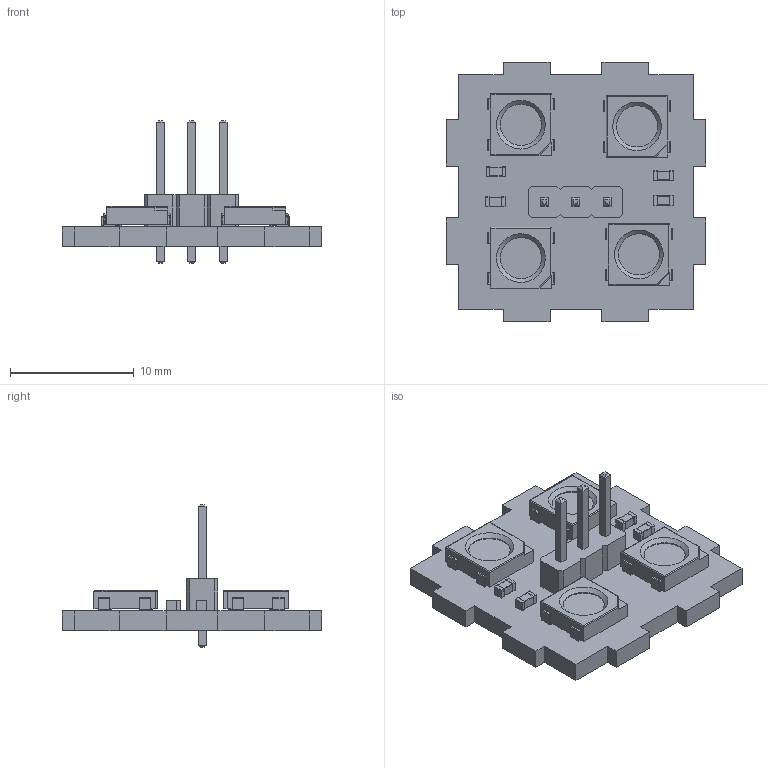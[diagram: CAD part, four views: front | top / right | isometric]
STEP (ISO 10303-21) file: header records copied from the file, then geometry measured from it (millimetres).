
FILE_DESCRIPTION(('KiCad electronic assembly'),'2;1');
FILE_NAME('W2S2812B.step','2021-06-05T21:10:31',('An Author'),( 'A Company'),'Open CASCADE STEP processor 6.9', 'KiCad to STEP converter','Unknown');
FILE_SCHEMA(('AUTOMOTIVE_DESIGN { 1 0 10303 214 1 1 1 1 }'));
Length unit declared in the file: millimetre
Products named in the file (8): Open CASCADE STEP translator 6.9 1; PinHeader_1x03_P2.54mm_Vertical; SOLID; LED_WS2812B_PLCC4_5.0x5.0mm_P3.2mm; C_0603_1608Metric; COMPOUND
Assembly tree (13 placements, depth 3):
  Open CASCADE STEP translator 6.9 1
    PinHeader_1x03_P2.54mm_Vertical
      SOLID
    LED_WS2812B_PLCC4_5.0x5.0mm_P3.2mm  x4
      SOLID
    C_0603_1608Metric  x4
      SOLID
    COMPOUND
Bounding box: 21 x 21 x 11.54 mm (x, y, z)
Volume: 822.2 mm3; surface area: 1488 mm2
Topology: 10 solids, 10 shells, 501 faces, 1389 edges, 910 vertices
Faces by surface type: plane 358, cylinder 139, cone 4
Full cylindrical faces by diameter (mm): 1 x3, 3.333 x4
Entity records: 15689 total; most frequent: CARTESIAN_POINT 2721, DIRECTION 2195, LINE 1566, VECTOR 1566, ORIENTED_EDGE 1140, PCURVE 1140, DEFINITIONAL_REPRESENTATION 1140, EDGE_CURVE 570
